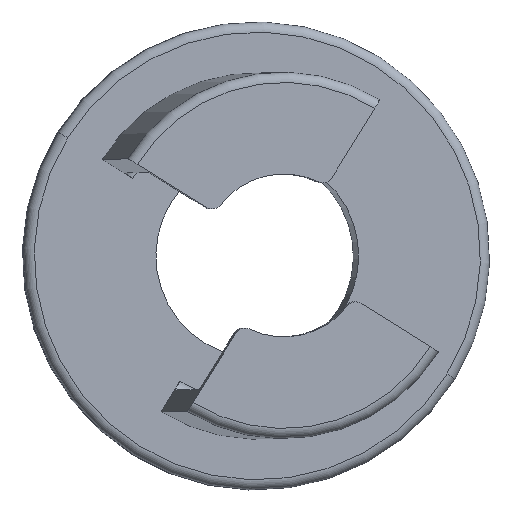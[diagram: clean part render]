
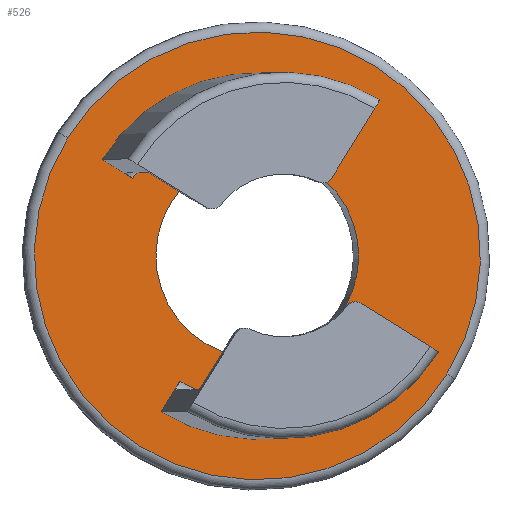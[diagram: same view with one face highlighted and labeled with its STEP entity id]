
A CAD part, top view. The second image highlights one B-rep face of the part: STEP entity #526.
In plain terms, the highlighted planar face has unit normal (0.087, 0, 0.996).
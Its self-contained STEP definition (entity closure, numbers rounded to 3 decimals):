
#74=CARTESIAN_POINT('',(-1.613,-5.421,-3.957));
#75=VERTEX_POINT('',#74);
#76=CARTESIAN_POINT('',(10.731,-2.515,-5.037));
#77=VERTEX_POINT('',#76);
#78=CARTESIAN_POINT('',(3.112,2.228,-4.37));
#79=DIRECTION('',(0.087,0.,0.996));
#80=DIRECTION('',(0.847,-0.527,-0.074));
#81=AXIS2_PLACEMENT_3D('',#78,#79,#80);
#82=CIRCLE('',#81,9.);
#83=EDGE_CURVE('',#75,#77,#82,.T.);
#314=CARTESIAN_POINT('',(-1.121,4.863,-4.));
#315=VERTEX_POINT('',#314);
#324=CARTESIAN_POINT('',(7.345,-0.407,-4.741));
#325=VERTEX_POINT('',#324);
#326=CARTESIAN_POINT('',(3.112,2.228,-4.37));
#327=DIRECTION('',(0.087,-0.,0.996));
#328=DIRECTION('',(0.847,-0.527,-0.074));
#329=AXIS2_PLACEMENT_3D('',#326,#327,#328);
#330=CIRCLE('',#329,5.);
#331=EDGE_CURVE('',#315,#325,#330,.T.);
#429=CARTESIAN_POINT('',(-6.624,8.289,-3.518));
#430=DIRECTION('',(-0.087,0.,-0.996));
#431=DIRECTION('',(-0.847,0.527,0.074));
#432=AXIS2_PLACEMENT_3D('',#429,#430,#431);
#433=PLANE('',#432);
#434=CARTESIAN_POINT('',(6.918,8.389,-4.703));
#435=VERTEX_POINT('',#434);
#436=CARTESIAN_POINT('',(-3.026,6.049,-3.833));
#437=VERTEX_POINT('',#436);
#438=CARTESIAN_POINT('',(3.112,2.228,-4.37));
#439=DIRECTION('',(0.087,-0.,0.996));
#440=DIRECTION('',(-0.847,0.527,0.074));
#441=AXIS2_PLACEMENT_3D('',#438,#439,#440);
#442=CIRCLE('',#441,7.25);
#443=EDGE_CURVE('',#435,#437,#442,.T.);
#444=ORIENTED_EDGE('',*,*,#443,.T.);
#445=CARTESIAN_POINT('',(-4.508,6.971,-3.704));
#446=VERTEX_POINT('',#445);
#447=CARTESIAN_POINT('',(-3.026,6.049,-3.833));
#448=DIRECTION('',(-0.847,0.527,0.074));
#449=VECTOR('',#448,1.75);
#450=LINE('',#447,#449);
#451=EDGE_CURVE('',#437,#446,#450,.T.);
#452=ORIENTED_EDGE('',*,*,#451,.T.);
#453=CARTESIAN_POINT('',(7.837,9.876,-4.784));
#454=VERTEX_POINT('',#453);
#455=CARTESIAN_POINT('',(3.112,2.228,-4.37));
#456=DIRECTION('',(0.087,0.,0.996));
#457=DIRECTION('',(0.847,-0.527,-0.074));
#458=AXIS2_PLACEMENT_3D('',#455,#456,#457);
#459=CIRCLE('',#458,9.);
#460=EDGE_CURVE('',#454,#446,#459,.T.);
#461=ORIENTED_EDGE('',*,*,#460,.F.);
#462=CARTESIAN_POINT('',(6.918,8.389,-4.703));
#463=DIRECTION('',(0.525,0.85,-0.046));
#464=VECTOR('',#463,1.75);
#465=LINE('',#462,#464);
#466=EDGE_CURVE('',#435,#454,#465,.T.);
#467=ORIENTED_EDGE('',*,*,#466,.F.);
#468=EDGE_LOOP('',(#444,#452,#461,#467));
#469=FACE_BOUND('',#468,.T.);
#470=CARTESIAN_POINT('',(-0.695,-3.933,-4.037));
#471=VERTEX_POINT('',#470);
#472=CARTESIAN_POINT('',(9.25,-1.593,-4.907));
#473=VERTEX_POINT('',#472);
#474=CARTESIAN_POINT('',(3.112,2.228,-4.37));
#475=DIRECTION('',(0.087,-0.,0.996));
#476=DIRECTION('',(-0.847,0.527,0.074));
#477=AXIS2_PLACEMENT_3D('',#474,#475,#476);
#478=CIRCLE('',#477,7.25);
#479=EDGE_CURVE('',#471,#473,#478,.T.);
#480=ORIENTED_EDGE('',*,*,#479,.T.);
#481=CARTESIAN_POINT('',(10.731,-2.515,-5.037));
#482=DIRECTION('',(-0.847,0.527,0.074));
#483=VECTOR('',#482,1.75);
#484=LINE('',#481,#483);
#485=EDGE_CURVE('',#77,#473,#484,.T.);
#486=ORIENTED_EDGE('',*,*,#485,.F.);
#487=ORIENTED_EDGE('',*,*,#83,.F.);
#488=CARTESIAN_POINT('',(-1.613,-5.421,-3.957));
#489=DIRECTION('',(0.525,0.85,-0.046));
#490=VECTOR('',#489,1.75);
#491=LINE('',#488,#490);
#492=EDGE_CURVE('',#75,#471,#491,.T.);
#493=ORIENTED_EDGE('',*,*,#492,.T.);
#494=EDGE_LOOP('',(#480,#486,#487,#493));
#495=FACE_BOUND('',#494,.T.);
#496=ORIENTED_EDGE('',*,*,#331,.F.);
#497=CARTESIAN_POINT('',(3.112,2.228,-4.37));
#498=DIRECTION('',(0.087,-0.,0.996));
#499=DIRECTION('',(0.847,-0.527,-0.074));
#500=AXIS2_PLACEMENT_3D('',#497,#498,#499);
#501=CIRCLE('',#500,5.);
#502=EDGE_CURVE('',#325,#315,#501,.T.);
#503=ORIENTED_EDGE('',*,*,#502,.F.);
#504=EDGE_LOOP('',(#496,#503));
#505=FACE_BOUND('',#504,.T.);
#506=CARTESIAN_POINT('',(-6.201,8.025,-3.555));
#507=VERTEX_POINT('',#506);
#508=CARTESIAN_POINT('',(12.425,-3.569,-5.185));
#509=VERTEX_POINT('',#508);
#510=CARTESIAN_POINT('',(3.112,2.228,-4.37));
#511=DIRECTION('',(0.087,-0.,0.996));
#512=DIRECTION('',(-0.847,0.527,0.074));
#513=AXIS2_PLACEMENT_3D('',#510,#511,#512);
#514=CIRCLE('',#513,11.);
#515=EDGE_CURVE('',#507,#509,#514,.T.);
#516=ORIENTED_EDGE('',*,*,#515,.T.);
#517=CARTESIAN_POINT('',(3.112,2.228,-4.37));
#518=DIRECTION('',(0.087,-0.,0.996));
#519=DIRECTION('',(-0.847,0.527,0.074));
#520=AXIS2_PLACEMENT_3D('',#517,#518,#519);
#521=CIRCLE('',#520,11.);
#522=EDGE_CURVE('',#509,#507,#521,.T.);
#523=ORIENTED_EDGE('',*,*,#522,.T.);
#524=EDGE_LOOP('',(#516,#523));
#525=FACE_BOUND('',#524,.T.);
#526=ADVANCED_FACE('',(#469,#495,#505,#525),#433,.F.);
